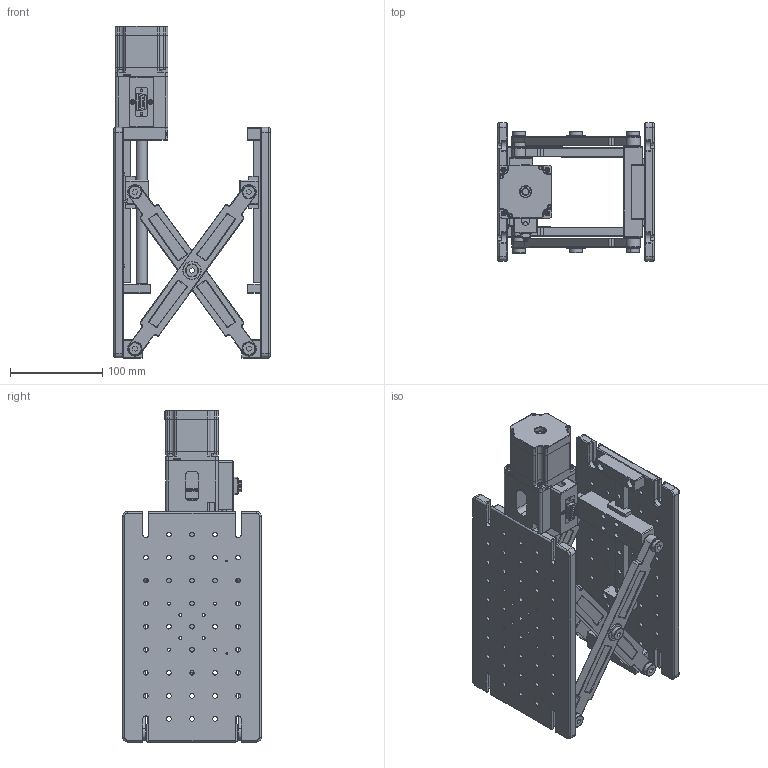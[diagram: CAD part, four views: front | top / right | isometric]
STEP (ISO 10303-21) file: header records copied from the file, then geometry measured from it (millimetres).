
FILE_DESCRIPTION (( 'STEP AP203' ), '1' );
FILE_NAME ('OMDA120-00.STEP', '2020-07-31T02:39:59', ( 'User' ), ( 'China' ), 'SwSTEP 2.0', 'SolidWorks 2018', '' );
FILE_SCHEMA (( 'CONFIG_CONTROL_DESIGN' ));
Length unit declared in the file: millimetre
Products named in the file (1): OMDA120-00
Bounding box: 169.42 x 150 x 360 mm (x, y, z)
Surface area: 343032.9 mm2 (no closed solid volume)
Topology: 0 solids, 69 shells, 1792 faces, 5372 edges, 3580 vertices
Faces by surface type: cylinder 828, plane 598, torus 285, bspline 50, cone 24, sphere 7
Entity records: 64444 total; most frequent: CARTESIAN_POINT 14714, DIRECTION 11242, ORIENTED_EDGE 9217, EDGE_CURVE 5339, AXIS2_PLACEMENT_3D 4318, VERTEX_POINT 3580, LINE 2606, VECTOR 2606
